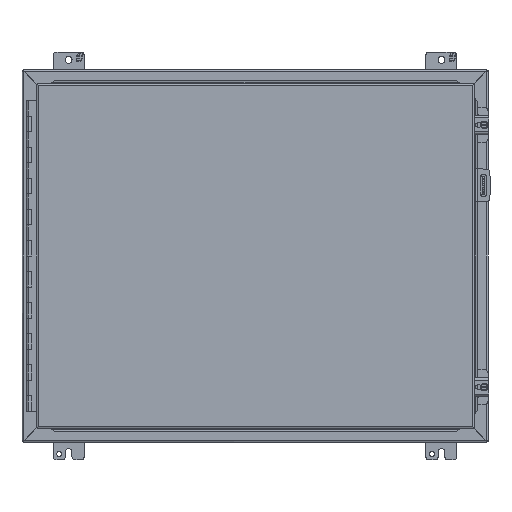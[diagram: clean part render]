
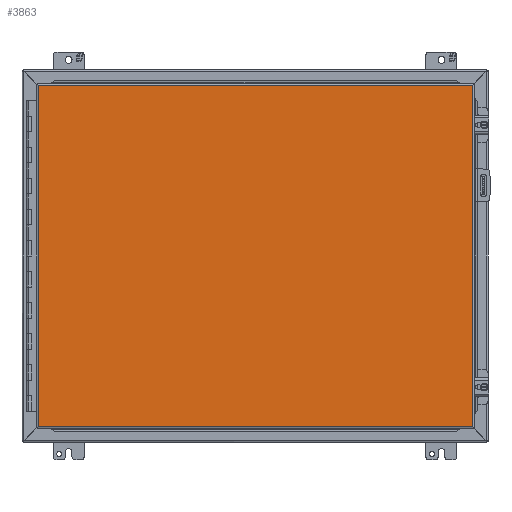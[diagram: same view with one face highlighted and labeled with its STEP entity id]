
A CAD part, front view. The second image highlights one B-rep face of the part: STEP entity #3863.
In plain terms, the highlighted planar face has unit normal (0, -1, 0).
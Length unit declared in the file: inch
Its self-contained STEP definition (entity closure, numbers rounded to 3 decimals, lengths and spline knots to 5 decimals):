
#149 = CARTESIAN_POINT ( 'NONE',  ( -13.955, -9.185, 10.9945 ) ) ;
#1874 = CARTESIAN_POINT ( 'NONE',  ( -13.955, -9.185, -10.9945 ) ) ;
#2038 = DIRECTION ( 'NONE',  ( 1., 0., 0. ) ) ;
#2263 = LINE ( 'NONE', #28450, #35431 ) ;
#3427 = AXIS2_PLACEMENT_3D ( 'NONE', #17873, #20891, #29923 ) ;
#3542 = FACE_OUTER_BOUND ( 'NONE', #17836, .T. ) ;
#3863 = ADVANCED_FACE ( 'NONE', ( #3542 ), #35541, .T. ) ;
#3879 = CARTESIAN_POINT ( 'NONE',  ( 14.017, -9.185, -10.9945 ) ) ;
#4524 = ORIENTED_EDGE ( 'NONE', *, *, #31929, .F. ) ;
#4866 = CARTESIAN_POINT ( 'NONE',  ( 14.017, -9.185, 10.9945 ) ) ;
#5874 = VECTOR ( 'NONE', #24514, 39.37008 ) ;
#7108 = VERTEX_POINT ( 'NONE', #3879 ) ;
#7370 = ORIENTED_EDGE ( 'NONE', *, *, #27744, .F. ) ;
#7834 = VECTOR ( 'NONE', #30907, 39.37008 ) ;
#9088 = VERTEX_POINT ( 'NONE', #149 ) ;
#12436 = CARTESIAN_POINT ( 'NONE',  ( 14.017, -9.185, 10.9945 ) ) ;
#15639 = LINE ( 'NONE', #12436, #5874 ) ;
#17836 = EDGE_LOOP ( 'NONE', ( #7370, #27024, #4524, #22089 ) ) ;
#17873 = CARTESIAN_POINT ( 'NONE',  ( -13.955, -9.185, -10.9945 ) ) ;
#19104 = VERTEX_POINT ( 'NONE', #26873 ) ;
#20891 = DIRECTION ( 'NONE',  ( 0., -1., 0. ) ) ;
#22089 = ORIENTED_EDGE ( 'NONE', *, *, #30791, .F. ) ;
#23189 = DIRECTION ( 'NONE',  ( -1., 0., 0. ) ) ;
#24514 = DIRECTION ( 'NONE',  ( 0., 0., -1. ) ) ;
#26873 = CARTESIAN_POINT ( 'NONE',  ( -13.955, -9.185, -10.9945 ) ) ;
#27024 = ORIENTED_EDGE ( 'NONE', *, *, #34718, .F. ) ;
#27744 = EDGE_CURVE ( 'NONE', #33730, #7108, #15639, .T. ) ;
#28450 = CARTESIAN_POINT ( 'NONE',  ( 14.017, -9.185, -10.9945 ) ) ;
#29923 = DIRECTION ( 'NONE',  ( 0., 0., -1. ) ) ;
#30330 = VECTOR ( 'NONE', #2038, 39.37008 ) ;
#30721 = LINE ( 'NONE', #1874, #7834 ) ;
#30791 = EDGE_CURVE ( 'NONE', #7108, #19104, #2263, .T. ) ;
#30907 = DIRECTION ( 'NONE',  ( 0., 0., 1. ) ) ;
#31929 = EDGE_CURVE ( 'NONE', #19104, #9088, #30721, .T. ) ;
#33689 = CARTESIAN_POINT ( 'NONE',  ( -13.955, -9.185, 10.9945 ) ) ;
#33730 = VERTEX_POINT ( 'NONE', #4866 ) ;
#34054 = LINE ( 'NONE', #33689, #30330 ) ;
#34718 = EDGE_CURVE ( 'NONE', #9088, #33730, #34054, .T. ) ;
#35431 = VECTOR ( 'NONE', #23189, 39.37008 ) ;
#35541 = PLANE ( 'NONE',  #3427 ) ;
